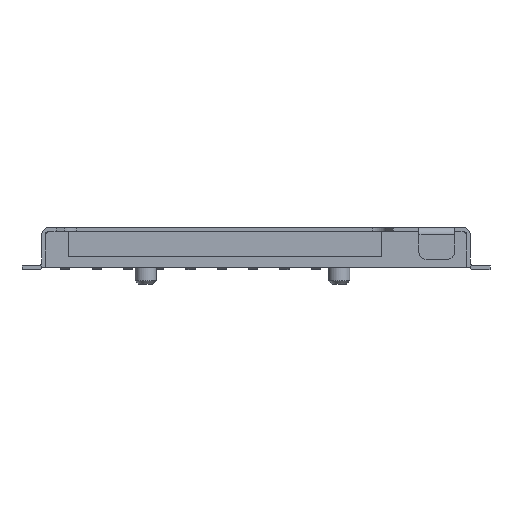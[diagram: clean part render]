
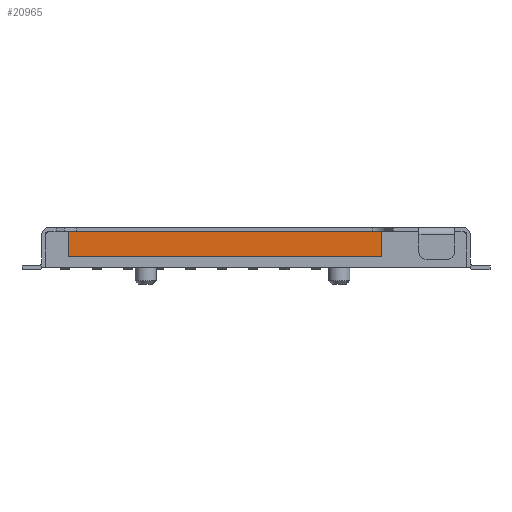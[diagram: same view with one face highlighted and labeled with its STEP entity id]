
A CAD part, front view. The second image highlights one B-rep face of the part: STEP entity #20965.
In plain terms, the highlighted planar face has unit normal (0, -1, 0).
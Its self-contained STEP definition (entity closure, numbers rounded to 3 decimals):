
#8966 = PLANE('',#8967);
#8967 = AXIS2_PLACEMENT_3D('',#8968,#8969,#8970);
#8968 = CARTESIAN_POINT('',(4.4,-7.375,1.27));
#8969 = DIRECTION('',(-1.,0.,0.));
#8970 = DIRECTION('',(0.,0.,-1.));
#8994 = PLANE('',#8995);
#8995 = AXIS2_PLACEMENT_3D('',#8996,#8997,#8998);
#8996 = CARTESIAN_POINT('',(4.4,-7.375,0.37));
#8997 = DIRECTION('',(0.,0.,1.));
#8998 = DIRECTION('',(-1.,0.,0.));
#14529 = PLANE('',#14530);
#14530 = AXIS2_PLACEMENT_3D('',#14531,#14532,#14533);
#14531 = CARTESIAN_POINT('',(-6.6,-7.375,1.27));
#14532 = DIRECTION('',(0.,0.,-1.));
#14533 = DIRECTION('',(1.,0.,0.));
#14547 = VERTEX_POINT('',#14548);
#14548 = CARTESIAN_POINT('',(4.4,6.225,0.37));
#14569 = EDGE_CURVE('',#14547,#14570,#14572,.T.);
#14570 = VERTEX_POINT('',#14571);
#14571 = CARTESIAN_POINT('',(-6.6,6.225,0.37));
#14572 = SURFACE_CURVE('',#14573,(#14577,#14584),.PCURVE_S1.);
#14573 = LINE('',#14574,#14575);
#14574 = CARTESIAN_POINT('',(4.4,6.225,0.37));
#14575 = VECTOR('',#14576,1.);
#14576 = DIRECTION('',(-1.,0.,0.));
#14577 = PCURVE('',#8994,#14578);
#14578 = DEFINITIONAL_REPRESENTATION('',(#14579),#14583);
#14579 = LINE('',#14580,#14581);
#14580 = CARTESIAN_POINT('',(0.,-13.6));
#14581 = VECTOR('',#14582,1.);
#14582 = DIRECTION('',(1.,0.));
#14583 = ( GEOMETRIC_REPRESENTATION_CONTEXT(2) 
PARAMETRIC_REPRESENTATION_CONTEXT() REPRESENTATION_CONTEXT('2D SPACE',''
  ) );
#14584 = PCURVE('',#14585,#14590);
#14585 = PLANE('',#14586);
#14586 = AXIS2_PLACEMENT_3D('',#14587,#14588,#14589);
#14587 = CARTESIAN_POINT('',(-6.6,6.225,1.27));
#14588 = DIRECTION('',(0.,-1.,0.));
#14589 = DIRECTION('',(0.,0.,-1.));
#14590 = DEFINITIONAL_REPRESENTATION('',(#14591),#14595);
#14591 = LINE('',#14592,#14593);
#14592 = CARTESIAN_POINT('',(0.9,11.));
#14593 = VECTOR('',#14594,1.);
#14594 = DIRECTION('',(0.,-1.));
#14595 = ( GEOMETRIC_REPRESENTATION_CONTEXT(2) 
PARAMETRIC_REPRESENTATION_CONTEXT() REPRESENTATION_CONTEXT('2D SPACE',''
  ) );
#14613 = PLANE('',#14614);
#14614 = AXIS2_PLACEMENT_3D('',#14615,#14616,#14617);
#14615 = CARTESIAN_POINT('',(-6.6,-7.375,0.37));
#14616 = DIRECTION('',(1.,0.,0.));
#14617 = DIRECTION('',(0.,0.,1.));
#14781 = VERTEX_POINT('',#14782);
#14782 = CARTESIAN_POINT('',(4.4,6.225,1.27));
#14803 = EDGE_CURVE('',#14781,#14547,#14804,.T.);
#14804 = SURFACE_CURVE('',#14805,(#14809,#14816),.PCURVE_S1.);
#14805 = LINE('',#14806,#14807);
#14806 = CARTESIAN_POINT('',(4.4,6.225,1.27));
#14807 = VECTOR('',#14808,1.);
#14808 = DIRECTION('',(0.,0.,-1.));
#14809 = PCURVE('',#8966,#14810);
#14810 = DEFINITIONAL_REPRESENTATION('',(#14811),#14815);
#14811 = LINE('',#14812,#14813);
#14812 = CARTESIAN_POINT('',(0.,-13.6));
#14813 = VECTOR('',#14814,1.);
#14814 = DIRECTION('',(1.,0.));
#14815 = ( GEOMETRIC_REPRESENTATION_CONTEXT(2) 
PARAMETRIC_REPRESENTATION_CONTEXT() REPRESENTATION_CONTEXT('2D SPACE',''
  ) );
#14816 = PCURVE('',#14585,#14817);
#14817 = DEFINITIONAL_REPRESENTATION('',(#14818),#14822);
#14818 = LINE('',#14819,#14820);
#14819 = CARTESIAN_POINT('',(0.,11.));
#14820 = VECTOR('',#14821,1.);
#14821 = DIRECTION('',(1.,0.));
#14822 = ( GEOMETRIC_REPRESENTATION_CONTEXT(2) 
PARAMETRIC_REPRESENTATION_CONTEXT() REPRESENTATION_CONTEXT('2D SPACE',''
  ) );
#19964 = VERTEX_POINT('',#19965);
#19965 = CARTESIAN_POINT('',(-6.6,6.225,1.27));
#19986 = EDGE_CURVE('',#19964,#14781,#19987,.T.);
#19987 = SURFACE_CURVE('',#19988,(#19992,#19999),.PCURVE_S1.);
#19988 = LINE('',#19989,#19990);
#19989 = CARTESIAN_POINT('',(-6.6,6.225,1.27));
#19990 = VECTOR('',#19991,1.);
#19991 = DIRECTION('',(1.,0.,0.));
#19992 = PCURVE('',#14529,#19993);
#19993 = DEFINITIONAL_REPRESENTATION('',(#19994),#19998);
#19994 = LINE('',#19995,#19996);
#19995 = CARTESIAN_POINT('',(0.,-13.6));
#19996 = VECTOR('',#19997,1.);
#19997 = DIRECTION('',(1.,0.));
#19998 = ( GEOMETRIC_REPRESENTATION_CONTEXT(2) 
PARAMETRIC_REPRESENTATION_CONTEXT() REPRESENTATION_CONTEXT('2D SPACE',''
  ) );
#19999 = PCURVE('',#14585,#20000);
#20000 = DEFINITIONAL_REPRESENTATION('',(#20001),#20005);
#20001 = LINE('',#20002,#20003);
#20002 = CARTESIAN_POINT('',(0.,0.));
#20003 = VECTOR('',#20004,1.);
#20004 = DIRECTION('',(0.,1.));
#20005 = ( GEOMETRIC_REPRESENTATION_CONTEXT(2) 
PARAMETRIC_REPRESENTATION_CONTEXT() REPRESENTATION_CONTEXT('2D SPACE',''
  ) );
#20965 = ADVANCED_FACE('',(#20966),#14585,.T.);
#20966 = FACE_BOUND('',#20967,.F.);
#20967 = EDGE_LOOP('',(#20968,#20969,#20970,#20971));
#20968 = ORIENTED_EDGE('',*,*,#19986,.T.);
#20969 = ORIENTED_EDGE('',*,*,#14803,.T.);
#20970 = ORIENTED_EDGE('',*,*,#14569,.T.);
#20971 = ORIENTED_EDGE('',*,*,#20972,.T.);
#20972 = EDGE_CURVE('',#14570,#19964,#20973,.T.);
#20973 = SURFACE_CURVE('',#20974,(#20978,#20985),.PCURVE_S1.);
#20974 = LINE('',#20975,#20976);
#20975 = CARTESIAN_POINT('',(-6.6,6.225,0.37));
#20976 = VECTOR('',#20977,1.);
#20977 = DIRECTION('',(0.,0.,1.));
#20978 = PCURVE('',#14585,#20979);
#20979 = DEFINITIONAL_REPRESENTATION('',(#20980),#20984);
#20980 = LINE('',#20981,#20982);
#20981 = CARTESIAN_POINT('',(0.9,0.));
#20982 = VECTOR('',#20983,1.);
#20983 = DIRECTION('',(-1.,0.));
#20984 = ( GEOMETRIC_REPRESENTATION_CONTEXT(2) 
PARAMETRIC_REPRESENTATION_CONTEXT() REPRESENTATION_CONTEXT('2D SPACE',''
  ) );
#20985 = PCURVE('',#14613,#20986);
#20986 = DEFINITIONAL_REPRESENTATION('',(#20987),#20991);
#20987 = LINE('',#20988,#20989);
#20988 = CARTESIAN_POINT('',(0.,-13.6));
#20989 = VECTOR('',#20990,1.);
#20990 = DIRECTION('',(1.,0.));
#20991 = ( GEOMETRIC_REPRESENTATION_CONTEXT(2) 
PARAMETRIC_REPRESENTATION_CONTEXT() REPRESENTATION_CONTEXT('2D SPACE',''
  ) );
